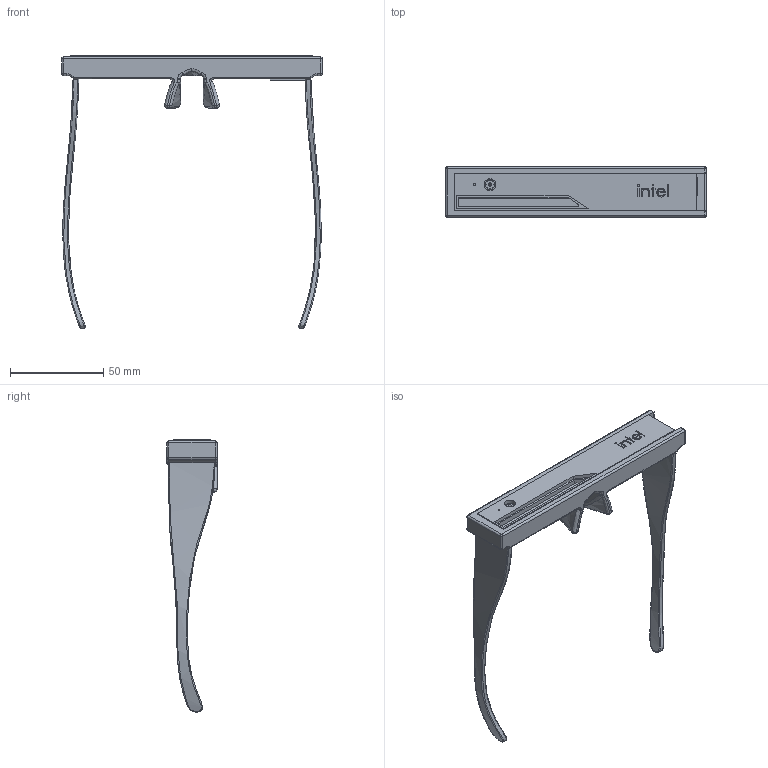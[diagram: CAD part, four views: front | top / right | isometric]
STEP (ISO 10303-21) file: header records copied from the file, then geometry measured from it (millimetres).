
FILE_DESCRIPTION (( 'STEP AP214' ), '1' );
FILE_NAME ('SNAP Headset.STEP', '2017-10-21T08:40:42', ( '' ), ( '' ), 'SwSTEP 2.0', 'SolidWorks 2017', '' );
FILE_SCHEMA (( 'AUTOMOTIVE_DESIGN' ));
Length unit declared in the file: inch
Products named in the file (5): Intel real sense camera R200; SNAP Headset; RSChassis1
Assembly tree (2 placements, depth 2):
  Intel real sense camera R200
  SNAP Headset
    RSChassis1
    Intel real sense camera R200
  RSChassis1
Bounding box: 140.16 x 27.02 x 146.3 mm (x, y, z)
Volume: 52355.5 mm3; surface area: 32782.8 mm2
Topology: 2 solids, 2 shells, 274 faces, 683 edges, 412 vertices
Faces by surface type: plane 114, bspline 71, cylinder 60, sphere 14, torus 12, cone 3
Full cylindrical faces by diameter (mm): 1 x1, 6.3 x1
Entity records: 14608 total; most frequent: CARTESIAN_POINT 7764, ORIENTED_EDGE 1324, DIRECTION 1067, EDGE_CURVE 662, VERTEX_POINT 412, AXIS2_PLACEMENT_3D 356, VECTOR 355, LINE 355
